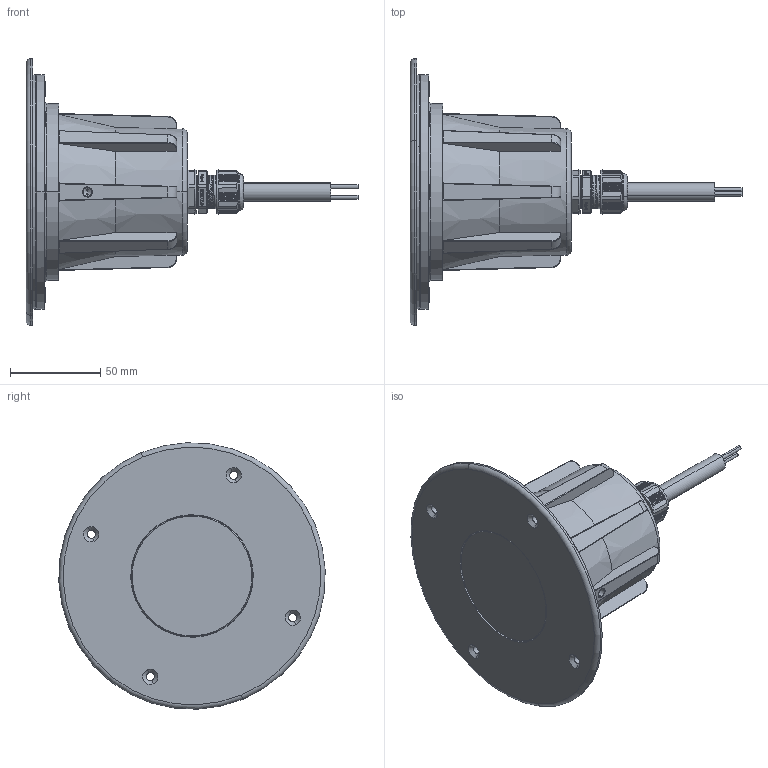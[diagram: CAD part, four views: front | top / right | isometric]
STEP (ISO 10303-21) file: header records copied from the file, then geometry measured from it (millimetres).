
FILE_DESCRIPTION (( 'STEP AP203' ), '1' );
FILE_NAME ('NGROUND MEDIUM.STEP', '2023-04-04T06:26:03', ( '' ), ( '' ), 'SwSTEP 2.0', 'SolidWorks 2017', '' );
FILE_SCHEMA (( 'CONFIG_CONTROL_DESIGN' ));
Products named in the file (1): NGROUND MEDIUM
Bounding box: 184.25 x 147.86 x 147.86 mm (x, y, z)
Surface area: 143253.4 mm2 (no closed solid volume)
Topology: 0 solids, 31 shells, 2086 faces, 5148 edges, 3188 vertices
Faces by surface type: plane 935, bspline 508, cylinder 308, cone 299, torus 34, sphere 2
Full cylindrical faces by diameter (mm): 16.6 x2
Entity records: 78036 total; most frequent: CARTESIAN_POINT 33771, ORIENTED_EDGE 10183, DIRECTION 7651, EDGE_CURVE 5099, VERTEX_POINT 3185, AXIS2_PLACEMENT_3D 2616, LINE 2419, VECTOR 2419
